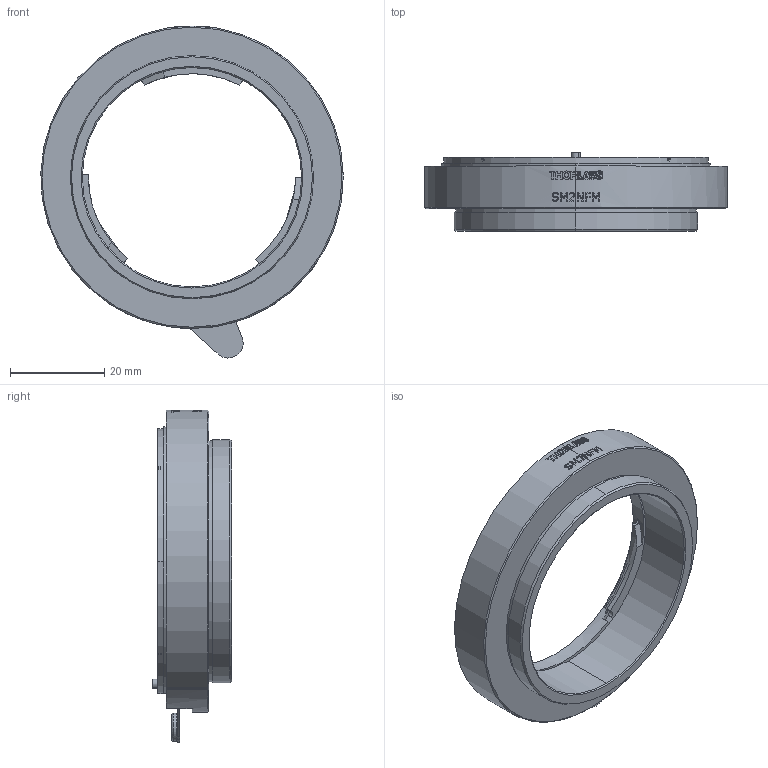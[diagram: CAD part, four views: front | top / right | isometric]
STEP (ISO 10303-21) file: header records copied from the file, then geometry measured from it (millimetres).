
FILE_DESCRIPTION (( 'STEP AP214' ), '1' );
FILE_NAME ('19084-E0W.STEP', '2015-06-12T14:17:38', ( 'admin' ), ( '' ), 'SwSTEP 2.0', 'SolidWorks 2014', '' );
FILE_SCHEMA (( 'AUTOMOTIVE_DESIGN' ));
Length unit declared in the file: millimetre
Products named in the file (1): 19084-E0W
Bounding box: 64.25 x 16.83 x 70.55 mm (x, y, z)
Volume: 16546.9 mm3; surface area: 11557.7 mm2
Topology: 9 solids, 9 shells, 599 faces, 1581 edges, 1037 vertices
Faces by surface type: plane 267, cylinder 153, bspline 109, cone 50, torus 20
Entity records: 31350 total; most frequent: CARTESIAN_POINT 10463, ORIENTED_EDGE 3146, DIRECTION 2670, EDGE_CURVE 1573, VERTEX_POINT 1037, AXIS2_PLACEMENT_3D 1021, EDGE_LOOP 664, LINE 628
